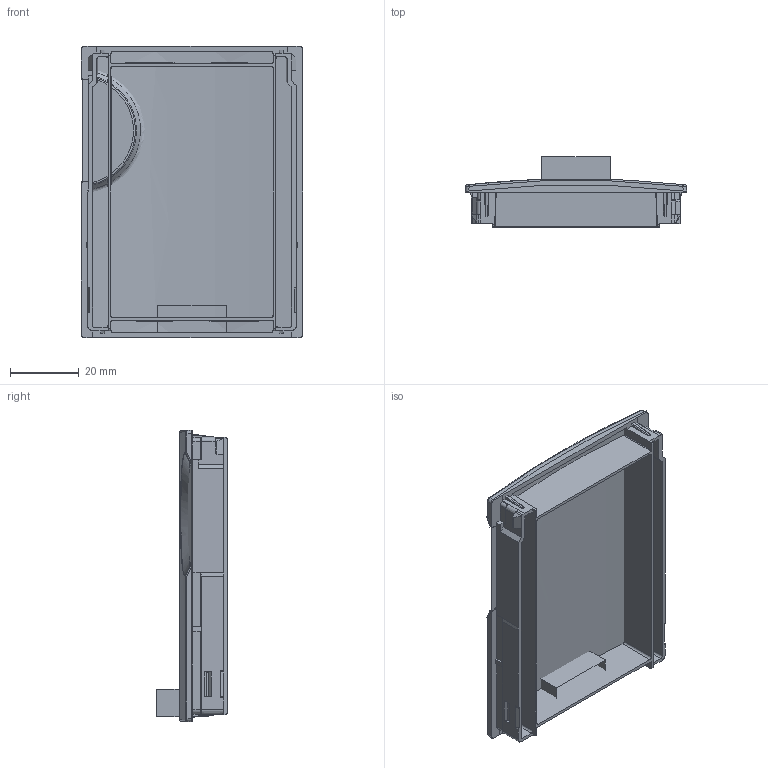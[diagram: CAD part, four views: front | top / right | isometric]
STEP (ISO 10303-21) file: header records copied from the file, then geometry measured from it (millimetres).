
FILE_DESCRIPTION((''),'2;1');
FILE_NAME('132B4308','2015-03-12T',('U242158'),('Danfoss Power Electronics'),'PRO/ENGINEER BY PARAMETRIC TECHNOLOGY CORPORATION, 2014000','PRO/ENGINEER BY PARAMETRIC TECHNOLOGY CORPORATION, 2014000','');
FILE_SCHEMA(('CONFIG_CONTROL_DESIGN','GEOMETRIC_VALIDATION_PROPERTIES_MIM'));
Length unit declared in the file: millimetre
Products named in the file (1): 132B4308
Bounding box: 64.5 x 20.5 x 85 mm (x, y, z)
Volume: 14914.9 mm3; surface area: 27423.4 mm2
Topology: 1 solids, 8 shells, 241 faces, 667 edges, 437 vertices
Faces by surface type: plane 123, cylinder 50, bspline 36, cone 29, sphere 2, torus 1
Entity records: 10434 total; most frequent: CARTESIAN_POINT 4428, ORIENTED_EDGE 1302, DIRECTION 935, EDGE_CURVE 667, VERTEX_POINT 437, VECTOR 411, LINE 411, AXIS2_PLACEMENT_3D 262
